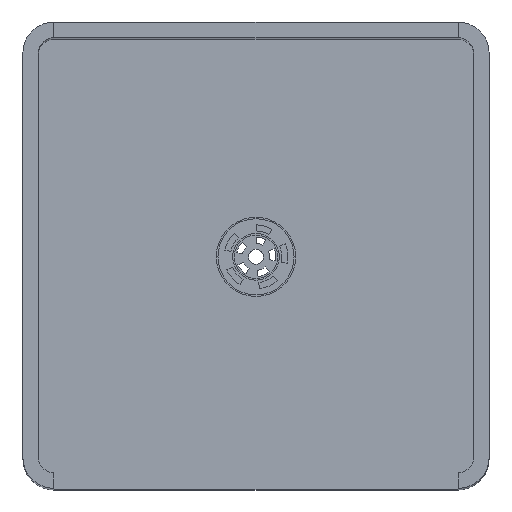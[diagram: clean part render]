
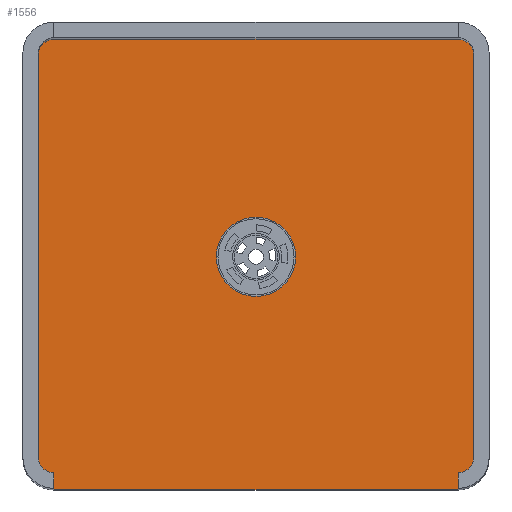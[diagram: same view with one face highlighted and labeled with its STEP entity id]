
A CAD part, top view. The second image highlights one B-rep face of the part: STEP entity #1556.
In plain terms, the highlighted planar face has unit normal (0, 0, 1).
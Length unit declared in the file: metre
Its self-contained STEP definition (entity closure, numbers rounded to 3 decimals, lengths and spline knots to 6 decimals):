
#183=LINE('',#2653,#323);
#185=LINE('',#2657,#325);
#189=LINE('',#2666,#329);
#193=LINE('',#2675,#333);
#323=VECTOR('',#2197,1.);
#325=VECTOR('',#2201,1.);
#329=VECTOR('',#2207,1.);
#333=VECTOR('',#2213,1.);
#727=ORIENTED_EDGE('',*,*,#969,.F.);
#728=ORIENTED_EDGE('',*,*,#955,.F.);
#729=ORIENTED_EDGE('',*,*,#970,.T.);
#730=ORIENTED_EDGE('',*,*,#957,.T.);
#731=ORIENTED_EDGE('',*,*,#971,.T.);
#732=ORIENTED_EDGE('',*,*,#961,.T.);
#733=ORIENTED_EDGE('',*,*,#972,.T.);
#734=ORIENTED_EDGE('',*,*,#965,.F.);
#735=ORIENTED_EDGE('',*,*,#973,.T.);
#955=EDGE_CURVE('',#1109,#1110,#183,.T.);
#957=EDGE_CURVE('',#1111,#1112,#185,.T.);
#961=EDGE_CURVE('',#1115,#1116,#189,.T.);
#965=EDGE_CURVE('',#1119,#1120,#193,.T.);
#969=EDGE_CURVE('',#1123,#1123,#1189,.T.);
#970=EDGE_CURVE('',#1109,#1111,#1190,.T.);
#971=EDGE_CURVE('',#1112,#1115,#1191,.T.);
#972=EDGE_CURVE('',#1116,#1120,#1192,.T.);
#973=EDGE_CURVE('',#1119,#1110,#1193,.T.);
#1109=VERTEX_POINT('',#2652);
#1110=VERTEX_POINT('',#2654);
#1111=VERTEX_POINT('',#2658);
#1112=VERTEX_POINT('',#2659);
#1115=VERTEX_POINT('',#2667);
#1116=VERTEX_POINT('',#2668);
#1119=VERTEX_POINT('',#2676);
#1120=VERTEX_POINT('',#2677);
#1123=VERTEX_POINT('',#2685);
#1189=CIRCLE('',#1768,0.006477);
#1190=CIRCLE('',#1769,0.00508);
#1191=CIRCLE('',#1770,0.00508);
#1192=CIRCLE('',#1771,0.00508);
#1193=CIRCLE('',#1772,0.00508);
#1303=EDGE_LOOP('',(#727));
#1304=EDGE_LOOP('',(#728,#729,#730,#731,#732,#733,#734,#735));
#1419=FACE_BOUND('',#1303,.T.);
#1420=FACE_BOUND('',#1304,.T.);
#1476=PLANE('',#1767);
#1556=ADVANCED_FACE('',(#1419,#1420),#1476,.T.);
#1767=AXIS2_PLACEMENT_3D('',#2683,#2217,#2218);
#1768=AXIS2_PLACEMENT_3D('',#2684,#2219,#2220);
#1769=AXIS2_PLACEMENT_3D('',#2686,#2221,#2222);
#1770=AXIS2_PLACEMENT_3D('',#2687,#2223,#2224);
#1771=AXIS2_PLACEMENT_3D('',#2688,#2225,#2226);
#1772=AXIS2_PLACEMENT_3D('',#2689,#2227,#2228);
#2197=DIRECTION('',(1.,0.,0.));
#2201=DIRECTION('',(0.,-1.,0.));
#2207=DIRECTION('',(1.,0.,0.));
#2213=DIRECTION('',(0.,-1.,0.));
#2217=DIRECTION('',(0.,0.,1.));
#2218=DIRECTION('',(1.,0.,0.));
#2219=DIRECTION('',(0.,0.,1.));
#2220=DIRECTION('',(1.,0.,0.));
#2221=DIRECTION('',(0.,0.,1.));
#2222=DIRECTION('',(1.,0.,0.));
#2223=DIRECTION('',(0.,0.,1.));
#2224=DIRECTION('',(1.,0.,0.));
#2225=DIRECTION('',(0.,0.,1.));
#2226=DIRECTION('',(1.,0.,0.));
#2227=DIRECTION('',(0.,0.,1.));
#2228=DIRECTION('',(1.,0.,0.));
#2652=CARTESIAN_POINT('',(-0.03302,0.0381,0.0026));
#2653=CARTESIAN_POINT('',(0.,0.0381,0.0026));
#2654=CARTESIAN_POINT('',(0.03302,0.0381,0.0026));
#2657=CARTESIAN_POINT('',(-0.0381,0.,0.0026));
#2658=CARTESIAN_POINT('',(-0.0381,0.03302,0.0026));
#2659=CARTESIAN_POINT('',(-0.0381,-0.03302,0.0026));
#2666=CARTESIAN_POINT('',(0.,-0.0381,0.0026));
#2667=CARTESIAN_POINT('',(-0.03302,-0.0381,0.0026));
#2668=CARTESIAN_POINT('',(0.03302,-0.0381,0.0026));
#2675=CARTESIAN_POINT('',(0.0381,0.,0.0026));
#2676=CARTESIAN_POINT('',(0.0381,0.03302,0.0026));
#2677=CARTESIAN_POINT('',(0.0381,-0.03302,0.0026));
#2683=CARTESIAN_POINT('',(0.,0.,0.0026));
#2684=CARTESIAN_POINT('',(0.,0.,0.0026));
#2685=CARTESIAN_POINT('',(0.006477,0.,0.0026));
#2686=CARTESIAN_POINT('',(-0.03302,0.03302,0.0026));
#2687=CARTESIAN_POINT('',(-0.03302,-0.03302,0.0026));
#2688=CARTESIAN_POINT('',(0.03302,-0.03302,0.0026));
#2689=CARTESIAN_POINT('',(0.03302,0.03302,0.0026));
